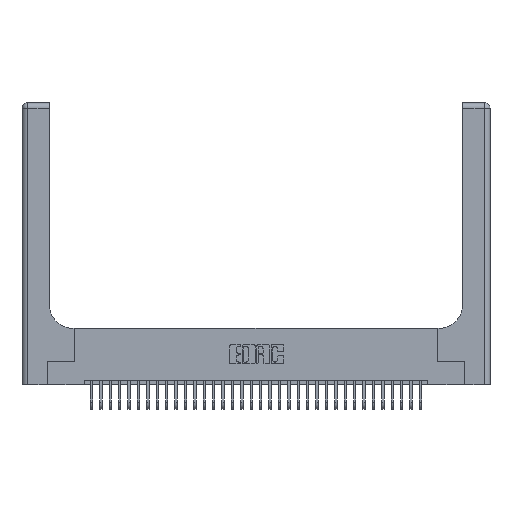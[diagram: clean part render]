
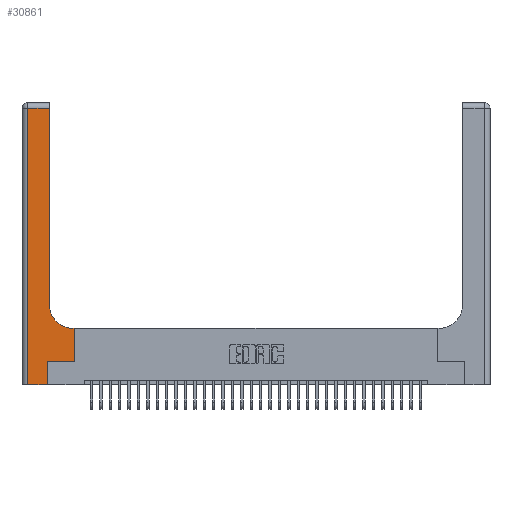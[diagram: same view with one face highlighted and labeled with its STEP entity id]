
A CAD part, top view. The second image highlights one B-rep face of the part: STEP entity #30861.
In plain terms, the highlighted planar face has unit normal (0, 0, 1).
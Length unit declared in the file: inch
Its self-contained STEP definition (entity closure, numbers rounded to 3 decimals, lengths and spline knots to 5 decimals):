
#12 = ORIENTED_EDGE ( 'NONE', *, *, #10292, .T. ) ;
#205 = DIRECTION ( 'NONE',  ( 1., 0., 0. ) ) ;
#345 = EDGE_CURVE ( 'NONE', #24799, #935, #15067, .T. ) ;
#375 = CARTESIAN_POINT ( 'NONE',  ( 0.2915, 0.6, 0.37 ) ) ;
#489 = EDGE_CURVE ( 'NONE', #26466, #21163, #10293, .T. ) ;
#935 = VERTEX_POINT ( 'NONE', #34622 ) ;
#1986 = VECTOR ( 'NONE', #33801, 39.37008 ) ;
#2827 = ORIENTED_EDGE ( 'NONE', *, *, #34759, .T. ) ;
#2890 = EDGE_LOOP ( 'NONE', ( #11655, #32269, #12, #2827, #16068, #23867, #34691, #11451, #6219 ) ) ;
#3259 = VERTEX_POINT ( 'NONE', #14306 ) ;
#3691 = VECTOR ( 'NONE', #19953, 39.37008 ) ;
#3895 = DIRECTION ( 'NONE',  ( 0., 1., 0. ) ) ;
#4138 = CARTESIAN_POINT ( 'NONE',  ( 0.5585, 0.25, 0.37 ) ) ;
#4188 = VECTOR ( 'NONE', #20025, 39.37008 ) ;
#6219 = ORIENTED_EDGE ( 'NONE', *, *, #16836, .T. ) ;
#6268 = LINE ( 'NONE', #4138, #27616 ) ;
#7431 = VERTEX_POINT ( 'NONE', #22098 ) ;
#8673 = CARTESIAN_POINT ( 'NONE',  ( 0.2915, 2.94, 0.37 ) ) ;
#9030 = CARTESIAN_POINT ( 'NONE',  ( 0., 2.94, 0.37 ) ) ;
#9228 = EDGE_CURVE ( 'NONE', #3259, #26466, #18077, .T. ) ;
#9281 = CARTESIAN_POINT ( 'NONE',  ( 0.269, 0.25, 0.37 ) ) ;
#10272 = LINE ( 'NONE', #35726, #1986 ) ;
#10292 = EDGE_CURVE ( 'NONE', #21163, #27898, #13230, .T. ) ;
#10293 = LINE ( 'NONE', #9030, #3691 ) ;
#11325 = VECTOR ( 'NONE', #12580, 39.37008 ) ;
#11349 = CARTESIAN_POINT ( 'NONE',  ( 0.5415, 0.85, 0.37 ) ) ;
#11397 = DIRECTION ( 'NONE',  ( 0., -1., 0. ) ) ;
#11451 = ORIENTED_EDGE ( 'NONE', *, *, #345, .T. ) ;
#11655 = ORIENTED_EDGE ( 'NONE', *, *, #9228, .T. ) ;
#11993 = EDGE_CURVE ( 'NONE', #29326, #34796, #23478, .T. ) ;
#12580 = DIRECTION ( 'NONE',  ( 0., 1., 0. ) ) ;
#13230 = LINE ( 'NONE', #23198, #19268 ) ;
#13797 = EDGE_CURVE ( 'NONE', #34796, #7431, #10272, .T. ) ;
#14306 = CARTESIAN_POINT ( 'NONE',  ( 0.2915, 0.85, 0.37 ) ) ;
#14592 = CARTESIAN_POINT ( 'NONE',  ( 0., 3., 0.37 ) ) ;
#15067 = LINE ( 'NONE', #375, #4188 ) ;
#15722 = CIRCLE ( 'NONE', #19745, 0.25 ) ;
#16068 = ORIENTED_EDGE ( 'NONE', *, *, #11993, .T. ) ;
#16836 = EDGE_CURVE ( 'NONE', #935, #3259, #15722, .T. ) ;
#17176 = VECTOR ( 'NONE', #3895, 39.37008 ) ;
#17252 = DIRECTION ( 'NONE',  ( -1., 0., 0. ) ) ;
#18052 = CARTESIAN_POINT ( 'NONE',  ( 0.269, 0., 0.37 ) ) ;
#18077 = LINE ( 'NONE', #22963, #17176 ) ;
#19268 = VECTOR ( 'NONE', #11397, 39.37008 ) ;
#19745 = AXIS2_PLACEMENT_3D ( 'NONE', #11349, #22755, #28329 ) ;
#19879 = PLANE ( 'NONE',  #22137 ) ;
#19953 = DIRECTION ( 'NONE',  ( -1., 0., 0. ) ) ;
#20025 = DIRECTION ( 'NONE',  ( -1., 0., 0. ) ) ;
#20828 = EDGE_CURVE ( 'NONE', #7431, #24799, #6268, .T. ) ;
#21163 = VERTEX_POINT ( 'NONE', #33553 ) ;
#22098 = CARTESIAN_POINT ( 'NONE',  ( 0.5585, 0.25, 0.37 ) ) ;
#22137 = AXIS2_PLACEMENT_3D ( 'NONE', #14592, #33700, #17252 ) ;
#22165 = CARTESIAN_POINT ( 'NONE',  ( 0.06, 0., 0.37 ) ) ;
#22316 = CARTESIAN_POINT ( 'NONE',  ( 0., 0., 0.37 ) ) ;
#22755 = DIRECTION ( 'NONE',  ( 0., 0., -1. ) ) ;
#22963 = CARTESIAN_POINT ( 'NONE',  ( 0.2915, 3., 0.37 ) ) ;
#23189 = LINE ( 'NONE', #22316, #23658 ) ;
#23198 = CARTESIAN_POINT ( 'NONE',  ( 0.06, 3., 0.37 ) ) ;
#23478 = LINE ( 'NONE', #18052, #11325 ) ;
#23567 = DIRECTION ( 'NONE',  ( 0., 1., 0. ) ) ;
#23658 = VECTOR ( 'NONE', #205, 39.37008 ) ;
#23670 = CARTESIAN_POINT ( 'NONE',  ( 0.5585, 0.6, 0.37 ) ) ;
#23867 = ORIENTED_EDGE ( 'NONE', *, *, #13797, .T. ) ;
#24799 = VERTEX_POINT ( 'NONE', #23670 ) ;
#26466 = VERTEX_POINT ( 'NONE', #8673 ) ;
#27616 = VECTOR ( 'NONE', #23567, 39.37008 ) ;
#27898 = VERTEX_POINT ( 'NONE', #22165 ) ;
#28329 = DIRECTION ( 'NONE',  ( 1., 0., 0. ) ) ;
#29326 = VERTEX_POINT ( 'NONE', #34254 ) ;
#30577 = FACE_OUTER_BOUND ( 'NONE', #2890, .T. ) ;
#30861 = ADVANCED_FACE ( 'NONE', ( #30577 ), #19879, .F. ) ;
#32269 = ORIENTED_EDGE ( 'NONE', *, *, #489, .T. ) ;
#33553 = CARTESIAN_POINT ( 'NONE',  ( 0.06, 2.94, 0.37 ) ) ;
#33700 = DIRECTION ( 'NONE',  ( 0., 0., -1. ) ) ;
#33801 = DIRECTION ( 'NONE',  ( 1., 0., 0. ) ) ;
#34254 = CARTESIAN_POINT ( 'NONE',  ( 0.269, 0., 0.37 ) ) ;
#34622 = CARTESIAN_POINT ( 'NONE',  ( 0.5415, 0.6, 0.37 ) ) ;
#34691 = ORIENTED_EDGE ( 'NONE', *, *, #20828, .T. ) ;
#34759 = EDGE_CURVE ( 'NONE', #27898, #29326, #23189, .T. ) ;
#34796 = VERTEX_POINT ( 'NONE', #9281 ) ;
#35726 = CARTESIAN_POINT ( 'NONE',  ( 0.269, 0.25, 0.37 ) ) ;
